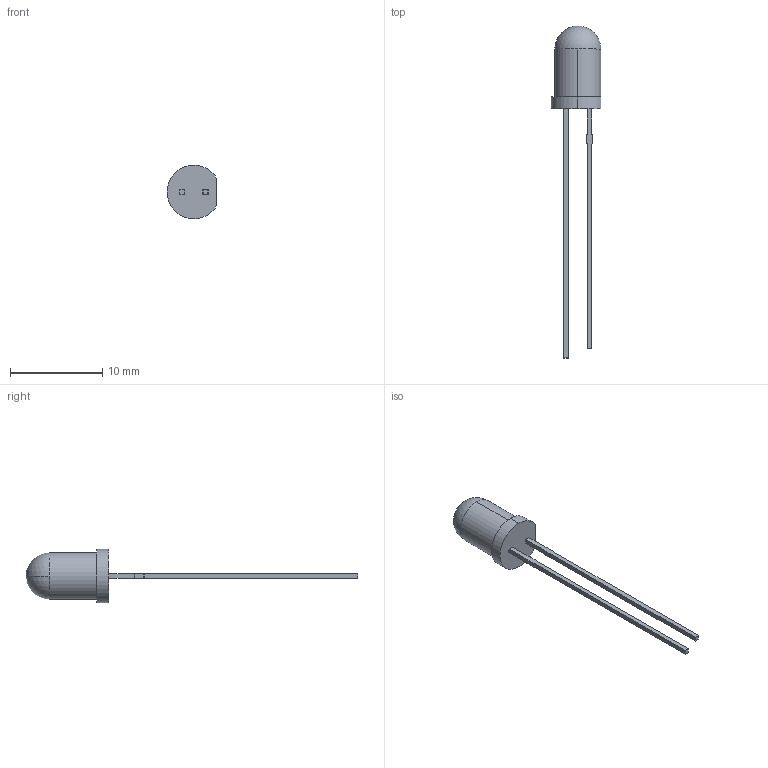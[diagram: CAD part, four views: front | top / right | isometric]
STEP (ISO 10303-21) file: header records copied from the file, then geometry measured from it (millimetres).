
FILE_DESCRIPTION (( 'STEP AP214' ), '1' );
FILE_NAME ('TSHG6200.STEP', '2024-06-04T05:28:17', ( 'LENOVO' ), ( '' ), 'SwSTEP 2.0', 'SolidWorks 2021', '' );
FILE_SCHEMA (( 'AUTOMOTIVE_DESIGN' ));
Length unit declared in the file: millimetre
Products named in the file (1): TSHG6200
Bounding box: 5.4 x 36.05 x 5.8 mm (x, y, z)
Volume: 181.5 mm3; surface area: 282.8 mm2
Topology: 1 solids, 1 shells, 36 faces, 98 edges, 64 vertices
Faces by surface type: plane 21, cylinder 13, sphere 2
Entity records: 1165 total; most frequent: DIRECTION 201, CARTESIAN_POINT 197, ORIENTED_EDGE 192, EDGE_CURVE 96, AXIS2_PLACEMENT_3D 68, LINE 65, VECTOR 65, VERTEX_POINT 64
